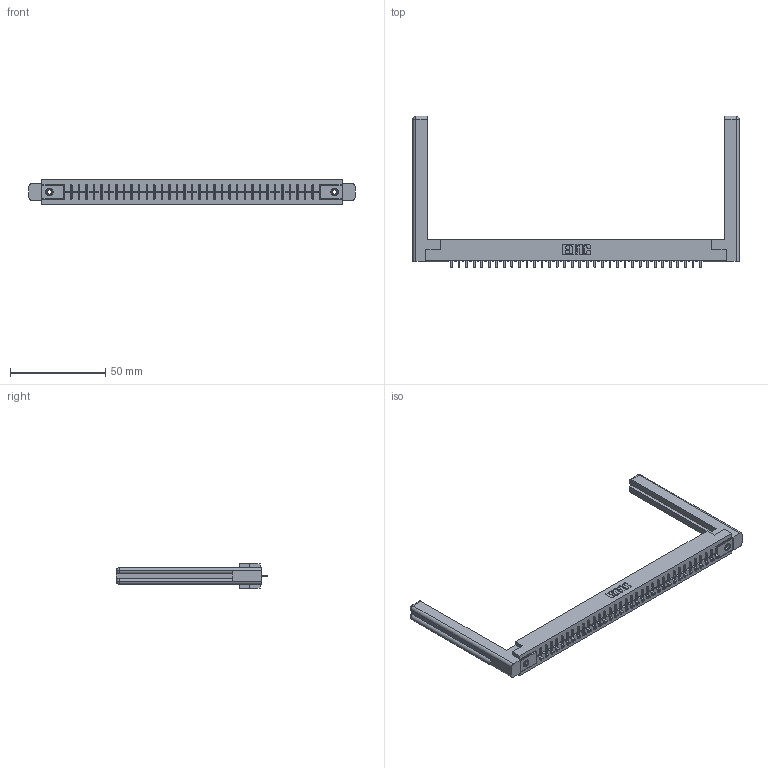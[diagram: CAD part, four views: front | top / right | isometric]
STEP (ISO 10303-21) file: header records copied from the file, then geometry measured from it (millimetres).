
FILE_DESCRIPTION (( 'STEP AP203' ), '1' );
FILE_NAME ('356-034-421-158.STEP', '2020-09-23T22:12:43', ( '' ), ( '' ), 'SwSTEP 2.0', 'SolidWorks 2020', '' );
FILE_SCHEMA (( 'CONFIG_CONTROL_DESIGN' ));
Length unit declared in the file: inch
Products named in the file (5): 356-034-421-158; 306-290-001_121; 306 Part_.156 Dia; 307-220-058; 345-250-001_345-250-001-102
Assembly tree (39 placements, depth 2):
  356-034-421-158
    306 Part_.156 Dia
    306-290-001_121  x34
    345-250-001_345-250-001-102  x2
    307-220-058  x2
Bounding box: 171.35 x 79.53 x 12.7 mm (x, y, z)
Volume: 25902.2 mm3; surface area: 24120.9 mm2
Topology: 39 solids, 39 shells, 2638 faces, 7368 edges, 4716 vertices
Faces by surface type: plane 1750, cylinder 728, sphere 136, cone 12, torus 12
Entity records: 35332 total; most frequent: CARTESIAN_POINT 5940, ORIENTED_EDGE 5830, DIRECTION 5813, EDGE_CURVE 2915, VECTOR 2271, LINE 2271, VERTEX_POINT 1844, AXIS2_PLACEMENT_3D 1771
